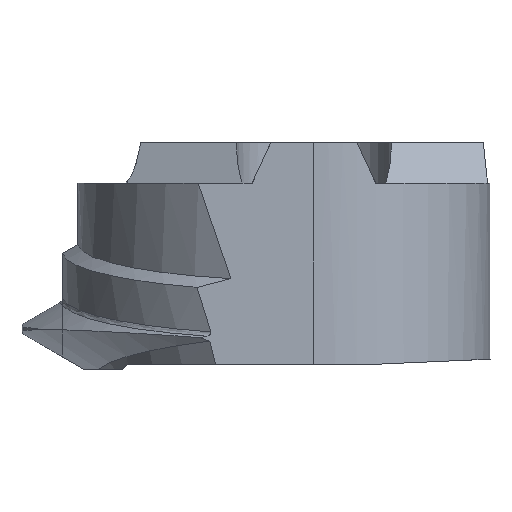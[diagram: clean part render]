
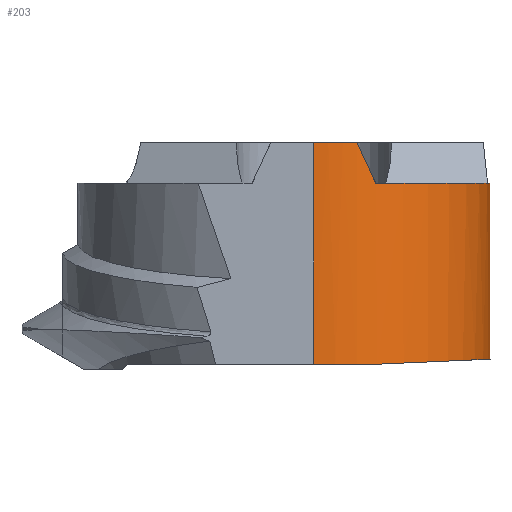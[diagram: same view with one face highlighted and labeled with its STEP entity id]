
A CAD part, front view. The second image highlights one B-rep face of the part: STEP entity #203.
In plain terms, the highlighted cylindrical face has radius 3.5 mm (diameter 7 mm), a partial arc.
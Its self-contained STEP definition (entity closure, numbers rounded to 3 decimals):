
#76=FACE_OUTER_BOUND('',#276,.T.);
#113=LINE('',#1124,#155);
#114=LINE('',#1156,#156);
#155=VECTOR('',#893,1.);
#156=VECTOR('',#904,1.);
#203=ADVANCED_FACE('',(#76),#242,.T.);
#242=CYLINDRICAL_SURFACE('',#820,3.5);
#253=(
BOUNDED_CURVE()
B_SPLINE_CURVE(3,(#1111,#1112,#1113,#1114),.UNSPECIFIED.,.F.,.F.)
B_SPLINE_CURVE_WITH_KNOTS((4,4),(0.,1.),.UNSPECIFIED.)
CURVE()
GEOMETRIC_REPRESENTATION_ITEM()
RATIONAL_B_SPLINE_CURVE((1.,0.883,0.883,1.))
REPRESENTATION_ITEM('')
);
#254=(
BOUNDED_CURVE()
B_SPLINE_CURVE(3,(#1117,#1118,#1119,#1120),.UNSPECIFIED.,.F.,.F.)
B_SPLINE_CURVE_WITH_KNOTS((4,4),(0.,1.),.UNSPECIFIED.)
CURVE()
GEOMETRIC_REPRESENTATION_ITEM()
RATIONAL_B_SPLINE_CURVE((1.,0.883,0.883,1.))
REPRESENTATION_ITEM('')
);
#255=(
BOUNDED_CURVE()
B_SPLINE_CURVE(3,(#1128,#1129,#1130,#1131),.UNSPECIFIED.,.F.,.F.)
B_SPLINE_CURVE_WITH_KNOTS((4,4),(0.,1.),.UNSPECIFIED.)
CURVE()
GEOMETRIC_REPRESENTATION_ITEM()
RATIONAL_B_SPLINE_CURVE((1.,0.999,0.999,1.))
REPRESENTATION_ITEM('')
);
#256=(
BOUNDED_CURVE()
B_SPLINE_CURVE(3,(#1135,#1136,#1137,#1138),.UNSPECIFIED.,.F.,.F.)
B_SPLINE_CURVE_WITH_KNOTS((4,4),(0.,1.),.UNSPECIFIED.)
CURVE()
GEOMETRIC_REPRESENTATION_ITEM()
RATIONAL_B_SPLINE_CURVE((1.,0.999,0.999,1.))
REPRESENTATION_ITEM('')
);
#257=(
BOUNDED_CURVE()
B_SPLINE_CURVE(3,(#1142,#1143,#1144,#1145),.UNSPECIFIED.,.F.,.F.)
B_SPLINE_CURVE_WITH_KNOTS((4,4),(0.,1.),.UNSPECIFIED.)
CURVE()
GEOMETRIC_REPRESENTATION_ITEM()
RATIONAL_B_SPLINE_CURVE((1.,0.999,0.999,1.))
REPRESENTATION_ITEM('')
);
#258=(
BOUNDED_CURVE()
B_SPLINE_CURVE(3,(#1149,#1150,#1151,#1152),.UNSPECIFIED.,.F.,.F.)
B_SPLINE_CURVE_WITH_KNOTS((4,4),(0.,1.),.UNSPECIFIED.)
CURVE()
GEOMETRIC_REPRESENTATION_ITEM()
RATIONAL_B_SPLINE_CURVE((1.,0.999,0.999,1.))
REPRESENTATION_ITEM('')
);
#276=EDGE_LOOP('',(#334,#335,#336,#337,#338,#339,#340,#341,#342,#343,#344,
#345,#346,#347,#348));
#334=ORIENTED_EDGE('',*,*,#620,.T.);
#335=ORIENTED_EDGE('',*,*,#621,.T.);
#336=ORIENTED_EDGE('',*,*,#622,.T.);
#337=ORIENTED_EDGE('',*,*,#623,.T.);
#338=ORIENTED_EDGE('',*,*,#624,.T.);
#339=ORIENTED_EDGE('',*,*,#625,.T.);
#340=ORIENTED_EDGE('',*,*,#626,.T.);
#341=ORIENTED_EDGE('',*,*,#627,.T.);
#342=ORIENTED_EDGE('',*,*,#628,.T.);
#343=ORIENTED_EDGE('',*,*,#629,.T.);
#344=ORIENTED_EDGE('',*,*,#630,.T.);
#345=ORIENTED_EDGE('',*,*,#631,.T.);
#346=ORIENTED_EDGE('',*,*,#632,.T.);
#347=ORIENTED_EDGE('',*,*,#633,.F.);
#348=ORIENTED_EDGE('',*,*,#634,.T.);
#547=VERTEX_POINT('',#1115);
#548=VERTEX_POINT('',#1116);
#549=VERTEX_POINT('',#1121);
#550=VERTEX_POINT('',#1123);
#551=VERTEX_POINT('',#1125);
#552=VERTEX_POINT('',#1127);
#553=VERTEX_POINT('',#1132);
#554=VERTEX_POINT('',#1134);
#555=VERTEX_POINT('',#1139);
#556=VERTEX_POINT('',#1141);
#557=VERTEX_POINT('',#1146);
#558=VERTEX_POINT('',#1148);
#559=VERTEX_POINT('',#1153);
#560=VERTEX_POINT('',#1155);
#561=VERTEX_POINT('',#1157);
#620=EDGE_CURVE('',#547,#548,#253,.T.);
#621=EDGE_CURVE('',#548,#549,#254,.T.);
#622=EDGE_CURVE('',#549,#550,#720,.T.);
#623=EDGE_CURVE('',#550,#551,#113,.T.);
#624=EDGE_CURVE('',#551,#552,#721,.T.);
#625=EDGE_CURVE('',#552,#553,#255,.T.);
#626=EDGE_CURVE('',#553,#554,#722,.T.);
#627=EDGE_CURVE('',#554,#555,#256,.T.);
#628=EDGE_CURVE('',#555,#556,#723,.T.);
#629=EDGE_CURVE('',#556,#557,#257,.T.);
#630=EDGE_CURVE('',#557,#558,#724,.T.);
#631=EDGE_CURVE('',#558,#559,#258,.T.);
#632=EDGE_CURVE('',#559,#560,#725,.T.);
#633=EDGE_CURVE('',#561,#560,#114,.T.);
#634=EDGE_CURVE('',#561,#547,#726,.T.);
#720=CIRCLE('',#813,3.5);
#721=CIRCLE('',#814,3.5);
#722=CIRCLE('',#815,3.5);
#723=CIRCLE('',#816,3.5);
#724=CIRCLE('',#817,3.5);
#725=CIRCLE('',#818,3.5);
#726=CIRCLE('',#819,3.5);
#813=AXIS2_PLACEMENT_3D('',#1122,#891,#892);
#814=AXIS2_PLACEMENT_3D('',#1126,#894,#895);
#815=AXIS2_PLACEMENT_3D('',#1133,#896,#897);
#816=AXIS2_PLACEMENT_3D('',#1140,#898,#899);
#817=AXIS2_PLACEMENT_3D('',#1147,#900,#901);
#818=AXIS2_PLACEMENT_3D('',#1154,#902,#903);
#819=AXIS2_PLACEMENT_3D('',#1158,#905,#906);
#820=AXIS2_PLACEMENT_3D('',#1159,#907,#908);
#891=DIRECTION('',(0.,0.,1.));
#892=DIRECTION('',(-1.,0.,0.));
#893=DIRECTION('',(0.,0.,1.));
#894=DIRECTION('',(0.,0.,-1.));
#895=DIRECTION('',(1.,0.,0.));
#896=DIRECTION('',(0.,0.,-1.));
#897=DIRECTION('',(1.,0.,0.));
#898=DIRECTION('',(0.,0.,-1.));
#899=DIRECTION('',(1.,0.,0.));
#900=DIRECTION('',(0.,0.,-1.));
#901=DIRECTION('',(1.,0.,0.));
#902=DIRECTION('',(0.,0.,-1.));
#903=DIRECTION('',(1.,0.,0.));
#904=DIRECTION('',(0.,0.,1.));
#905=DIRECTION('',(0.,0.,1.));
#906=DIRECTION('',(-1.,0.,0.));
#907=DIRECTION('',(0.,0.,1.));
#908=DIRECTION('',(-1.,0.,0.));
#1111=CARTESIAN_POINT('',(1.26,-3.265,-3.7));
#1112=CARTESIAN_POINT('',(2.654,-2.727,-3.638));
#1113=CARTESIAN_POINT('',(3.5,-1.495,-3.6));
#1114=CARTESIAN_POINT('',(3.5,0.,-3.6));
#1115=CARTESIAN_POINT('',(1.26,-3.265,-3.7));
#1116=CARTESIAN_POINT('',(3.5,0.,-3.6));
#1117=CARTESIAN_POINT('',(3.5,0.,-3.6));
#1118=CARTESIAN_POINT('',(3.5,1.495,-3.6));
#1119=CARTESIAN_POINT('',(2.654,2.727,-3.638));
#1120=CARTESIAN_POINT('',(1.26,3.265,-3.7));
#1121=CARTESIAN_POINT('',(1.26,3.265,-3.7));
#1122=CARTESIAN_POINT('',(0.,0.,-3.7));
#1123=CARTESIAN_POINT('',(-2.82,2.073,-3.7));
#1124=CARTESIAN_POINT('',(-2.82,2.073,-4.1));
#1125=CARTESIAN_POINT('',(-2.82,2.073,0.7));
#1126=CARTESIAN_POINT('',(0.,0.,0.7));
#1127=CARTESIAN_POINT('',(-2.513,2.436,0.7));
#1128=CARTESIAN_POINT('',(-2.513,2.436,0.7));
#1129=CARTESIAN_POINT('',(-2.422,2.53,0.429));
#1130=CARTESIAN_POINT('',(-2.326,2.618,0.162));
#1131=CARTESIAN_POINT('',(-2.226,2.701,-0.1));
#1132=CARTESIAN_POINT('',(-2.226,2.701,-0.1));
#1133=CARTESIAN_POINT('',(0.,0.,-0.1));
#1134=CARTESIAN_POINT('',(2.226,2.701,-0.1));
#1135=CARTESIAN_POINT('',(2.226,2.701,-0.1));
#1136=CARTESIAN_POINT('',(2.326,2.618,0.162));
#1137=CARTESIAN_POINT('',(2.422,2.53,0.429));
#1138=CARTESIAN_POINT('',(2.513,2.436,0.7));
#1139=CARTESIAN_POINT('',(2.513,2.436,0.7));
#1140=CARTESIAN_POINT('',(0.,0.,0.7));
#1141=CARTESIAN_POINT('',(3.366,0.958,0.7));
#1142=CARTESIAN_POINT('',(3.366,0.958,0.7));
#1143=CARTESIAN_POINT('',(3.402,0.833,0.429));
#1144=CARTESIAN_POINT('',(3.431,0.705,0.162));
#1145=CARTESIAN_POINT('',(3.452,0.577,-0.1));
#1146=CARTESIAN_POINT('',(3.452,0.577,-0.1));
#1147=CARTESIAN_POINT('',(0.,0.,-0.1));
#1148=CARTESIAN_POINT('',(1.226,-3.278,-0.1));
#1149=CARTESIAN_POINT('',(1.226,-3.278,-0.1));
#1150=CARTESIAN_POINT('',(1.104,-3.324,0.162));
#1151=CARTESIAN_POINT('',(0.98,-3.363,0.429));
#1152=CARTESIAN_POINT('',(0.853,-3.394,0.7));
#1153=CARTESIAN_POINT('',(0.853,-3.394,0.7));
#1154=CARTESIAN_POINT('',(0.,0.,0.7));
#1155=CARTESIAN_POINT('',(0.,-3.5,0.7));
#1156=CARTESIAN_POINT('',(0.,-3.5,-4.1));
#1157=CARTESIAN_POINT('',(0.,-3.5,-3.7));
#1158=CARTESIAN_POINT('',(0.,0.,-3.7));
#1159=CARTESIAN_POINT('',(0.,0.,-4.1));
